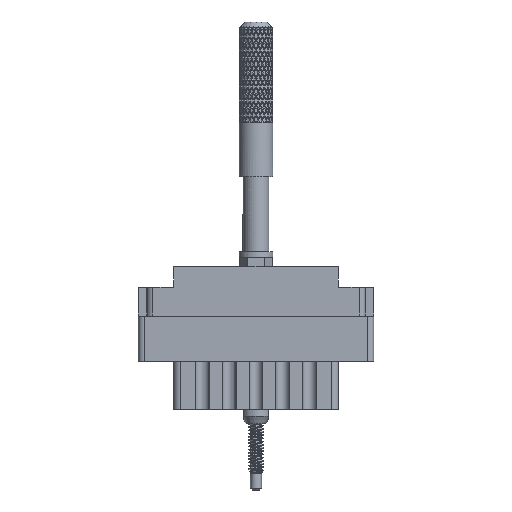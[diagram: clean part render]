
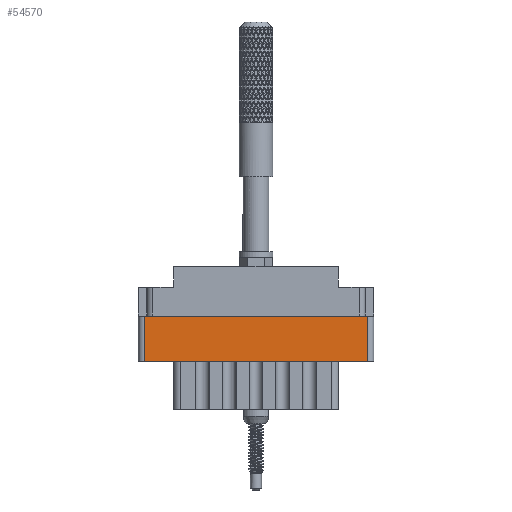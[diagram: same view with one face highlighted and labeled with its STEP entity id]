
A CAD part, front view. The second image highlights one B-rep face of the part: STEP entity #54570.
In plain terms, the highlighted planar face has unit normal (0, -1, 0).
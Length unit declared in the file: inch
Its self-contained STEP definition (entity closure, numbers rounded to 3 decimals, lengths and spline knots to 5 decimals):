
#17440 = FACE_OUTER_BOUND ( 'NONE', #140986, .T. ) ;
#17672 = ORIENTED_EDGE ( 'NONE', *, *, #139926, .F. ) ;
#19665 = DIRECTION ( 'NONE',  ( 0., 0., -1. ) ) ;
#30512 = EDGE_CURVE ( 'NONE', #61043, #97812, #59700, .T. ) ;
#38857 = CARTESIAN_POINT ( 'NONE',  ( -0.624, -0.343, -0.798 ) ) ;
#39180 = VERTEX_POINT ( 'NONE', #125912 ) ;
#39671 = DIRECTION ( 'NONE',  ( 1., 0., 0. ) ) ;
#46889 = VECTOR ( 'NONE', #176145, 39.37008 ) ;
#49138 = CARTESIAN_POINT ( 'NONE',  ( -0.624, -0.343, -0.277 ) ) ;
#50147 = EDGE_CURVE ( 'NONE', #39180, #97812, #94745, .T. ) ;
#52762 = CARTESIAN_POINT ( 'NONE',  ( 0., -0.343, -0.277 ) ) ;
#54570 = ADVANCED_FACE ( 'NONE', ( #17440 ), #162900, .T. ) ;
#56248 = VECTOR ( 'NONE', #80622, 39.37008 ) ;
#59700 = LINE ( 'NONE', #52762, #157839 ) ;
#61043 = VERTEX_POINT ( 'NONE', #49138 ) ;
#62990 = CARTESIAN_POINT ( 'NONE',  ( -0.624, -0.343, -0.529 ) ) ;
#77473 = CARTESIAN_POINT ( 'NONE',  ( 0.624, -0.343, -0.798 ) ) ;
#80622 = DIRECTION ( 'NONE',  ( 0., 0., -1. ) ) ;
#84795 = LINE ( 'NONE', #105097, #46889 ) ;
#94745 = LINE ( 'NONE', #77473, #143739 ) ;
#97812 = VERTEX_POINT ( 'NONE', #151872 ) ;
#103101 = DIRECTION ( 'NONE',  ( 0., -1., 0. ) ) ;
#105097 = CARTESIAN_POINT ( 'NONE',  ( 0., -0.343, -0.529 ) ) ;
#125912 = CARTESIAN_POINT ( 'NONE',  ( 0.624, -0.343, -0.529 ) ) ;
#136353 = EDGE_CURVE ( 'NONE', #61043, #148356, #145444, .T. ) ;
#139926 = EDGE_CURVE ( 'NONE', #39180, #148356, #84795, .T. ) ;
#140986 = EDGE_LOOP ( 'NONE', ( #168920, #164238, #17672, #182035 ) ) ;
#143739 = VECTOR ( 'NONE', #178387, 39.37008 ) ;
#145444 = LINE ( 'NONE', #38857, #56248 ) ;
#146097 = CARTESIAN_POINT ( 'NONE',  ( -0.656, -0.343, -0.798 ) ) ;
#148356 = VERTEX_POINT ( 'NONE', #62990 ) ;
#151872 = CARTESIAN_POINT ( 'NONE',  ( 0.624, -0.343, -0.277 ) ) ;
#157839 = VECTOR ( 'NONE', #39671, 39.37008 ) ;
#162900 = PLANE ( 'NONE',  #179304 ) ;
#164238 = ORIENTED_EDGE ( 'NONE', *, *, #136353, .T. ) ;
#168920 = ORIENTED_EDGE ( 'NONE', *, *, #30512, .F. ) ;
#176145 = DIRECTION ( 'NONE',  ( -1., 0., 0. ) ) ;
#178387 = DIRECTION ( 'NONE',  ( 0., 0., 1. ) ) ;
#179304 = AXIS2_PLACEMENT_3D ( 'NONE', #146097, #103101, #19665 ) ;
#182035 = ORIENTED_EDGE ( 'NONE', *, *, #50147, .T. ) ;
